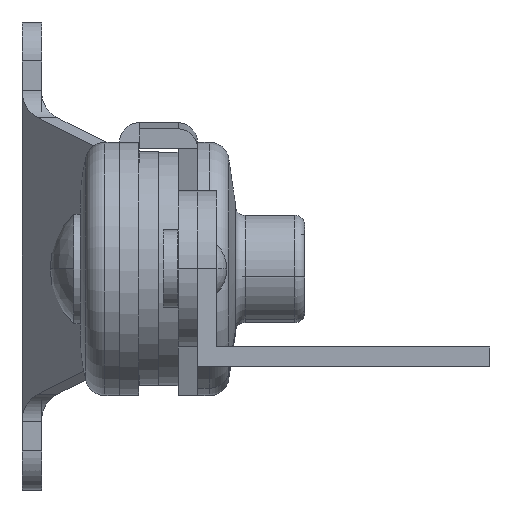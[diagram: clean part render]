
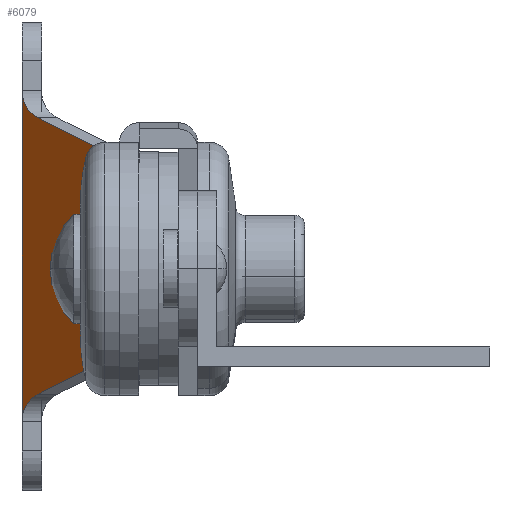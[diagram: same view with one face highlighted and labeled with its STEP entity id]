
A CAD part, left-side view. The second image highlights one B-rep face of the part: STEP entity #6079.
In plain terms, the highlighted face is planar.
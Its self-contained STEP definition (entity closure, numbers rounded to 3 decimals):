
#1297 = CARTESIAN_POINT ( 'NONE',  ( 0., 0., -40.947 ) ) ;
#1298 = CARTESIAN_POINT ( 'NONE',  ( 0., 0., -39.727 ) ) ;
#1299 = CARTESIAN_POINT ( 'NONE',  ( -0.664, 0.59, -38.704 ) ) ;
#1300 = CARTESIAN_POINT ( 'NONE',  ( -1.779, 1.581, -38.207 ) ) ;
#1302 =( BOUNDED_CURVE ( )  B_SPLINE_CURVE ( 3, ( #1300, #1299, #1298, #1297 ),
 .UNSPECIFIED., .F., .T. ) 
 B_SPLINE_CURVE_WITH_KNOTS ( ( 4, 4 ),
 ( 5.132, 6.283 ),
 .UNSPECIFIED. ) 
 CURVE ( )  GEOMETRIC_REPRESENTATION_ITEM ( )  RATIONAL_B_SPLINE_CURVE ( ( 1., 0.893, 0.893, 1. ) ) 
 REPRESENTATION_ITEM ( '' )  );
#3133 = DIRECTION ( 'NONE',  ( 0., 0., 1. ) ) ;
#3134 = VECTOR ( 'NONE', #3133, 1000. ) ;
#3135 = CARTESIAN_POINT ( 'NONE',  ( -9., 8., -48. ) ) ;
#3136 = LINE ( 'NONE', #3135, #3134 ) ;
#3137 = CARTESIAN_POINT ( 'NONE',  ( -1.779, 1.581, -9.793 ) ) ;
#3138 = CARTESIAN_POINT ( 'NONE',  ( -9., 8., -34.988 ) ) ;
#3172 = DIRECTION ( 'NONE',  ( 0.747, -0.664, 0. ) ) ;
#3173 = DIRECTION ( 'NONE',  ( -0.664, -0.747, 0. ) ) ;
#3174 = CARTESIAN_POINT ( 'NONE',  ( -9., 8., -48. ) ) ;
#3175 = AXIS2_PLACEMENT_3D ( 'NONE', #3174, #3173, #3172 ) ;
#3176 = PLANE ( 'NONE',  #3175 ) ;
#3177 = CARTESIAN_POINT ( 'NONE',  ( 0., 0., -40.947 ) ) ;
#3178 = FACE_OUTER_BOUND ( 'NONE', #6076, .T. ) ;
#3189 = DIRECTION ( 'NONE',  ( 0.709, -0.63, 0.316 ) ) ;
#3190 = VECTOR ( 'NONE', #3189, 1000. ) ;
#3191 = CARTESIAN_POINT ( 'NONE',  ( -16.842, 14.971, -16.508 ) ) ;
#3192 = LINE ( 'NONE', #3191, #3190 ) ;
#3198 = CARTESIAN_POINT ( 'NONE',  ( -9., 8., -13.012 ) ) ;
#3211 = DIRECTION ( 'NONE',  ( 0., 0., 1. ) ) ;
#3212 = VECTOR ( 'NONE', #3211, 1000. ) ;
#3213 = CARTESIAN_POINT ( 'NONE',  ( 0., 0., -48. ) ) ;
#3214 = LINE ( 'NONE', #3213, #3212 ) ;
#3215 = CARTESIAN_POINT ( 'NONE',  ( -1.779, 1.581, -9.793 ) ) ;
#3216 = CARTESIAN_POINT ( 'NONE',  ( -0.664, 0.59, -9.296 ) ) ;
#3217 = CARTESIAN_POINT ( 'NONE',  ( 0., 0., -8.273 ) ) ;
#3218 = CARTESIAN_POINT ( 'NONE',  ( 0., 0., -7.053 ) ) ;
#3219 =( BOUNDED_CURVE ( )  B_SPLINE_CURVE ( 3, ( #3218, #3217, #3216, #3215 ),
 .UNSPECIFIED., .F., .T. ) 
 B_SPLINE_CURVE_WITH_KNOTS ( ( 4, 4 ),
 ( 0., 1.151 ),
 .UNSPECIFIED. ) 
 CURVE ( )  GEOMETRIC_REPRESENTATION_ITEM ( )  RATIONAL_B_SPLINE_CURVE ( ( 1., 0.893, 0.893, 1. ) ) 
 REPRESENTATION_ITEM ( '' )  );
#3220 = CARTESIAN_POINT ( 'NONE',  ( 0., 0., -7.053 ) ) ;
#3290 = CARTESIAN_POINT ( 'NONE',  ( -1.779, 1.581, -38.207 ) ) ;
#3291 = DIRECTION ( 'NONE',  ( -0.709, 0.63, 0.316 ) ) ;
#3292 = VECTOR ( 'NONE', #3291, 1000. ) ;
#3293 = CARTESIAN_POINT ( 'NONE',  ( -6.083, 5.407, -36.288 ) ) ;
#3298 = LINE ( 'NONE', #3293, #3292 ) ;
#5058 = ORIENTED_EDGE ( 'NONE', *, *, #5059, .T. ) ;
#5059 = EDGE_CURVE ( 'NONE', #6125, #6083, #1302, .T. ) ;
#6064 = ORIENTED_EDGE ( 'NONE', *, *, #6067, .F. ) ;
#6065 = VERTEX_POINT ( 'NONE', #3138 ) ;
#6066 = VERTEX_POINT ( 'NONE', #3137 ) ;
#6067 = EDGE_CURVE ( 'NONE', #6065, #6068, #3136, .T. ) ;
#6068 = VERTEX_POINT ( 'NONE', #3198 ) ;
#6072 = ORIENTED_EDGE ( 'NONE', *, *, #6074, .F. ) ;
#6074 = EDGE_CURVE ( 'NONE', #6068, #6066, #3192, .T. ) ;
#6076 = EDGE_LOOP ( 'NONE', ( #6072, #6064, #6126, #5058, #6082, #6085 ) ) ;
#6079 = ADVANCED_FACE ( 'NONE', ( #3178 ), #3176, .T. ) ;
#6082 = ORIENTED_EDGE ( 'NONE', *, *, #6088, .T. ) ;
#6083 = VERTEX_POINT ( 'NONE', #3177 ) ;
#6085 = ORIENTED_EDGE ( 'NONE', *, *, #6087, .T. ) ;
#6086 = VERTEX_POINT ( 'NONE', #3220 ) ;
#6087 = EDGE_CURVE ( 'NONE', #6086, #6066, #3219, .T. ) ;
#6088 = EDGE_CURVE ( 'NONE', #6083, #6086, #3214, .T. ) ;
#6124 = EDGE_CURVE ( 'NONE', #6125, #6065, #3298, .T. ) ;
#6125 = VERTEX_POINT ( 'NONE', #3290 ) ;
#6126 = ORIENTED_EDGE ( 'NONE', *, *, #6124, .F. ) ;
